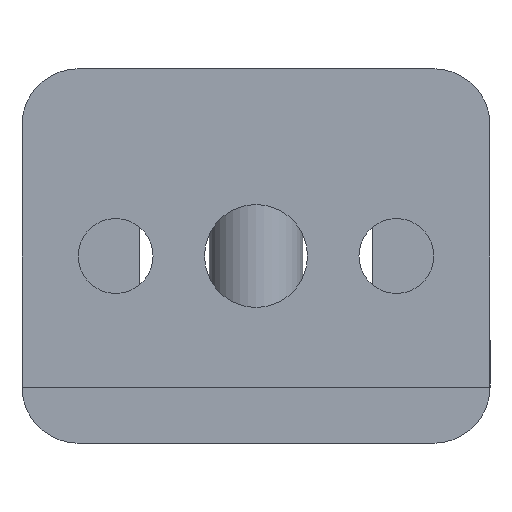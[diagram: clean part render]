
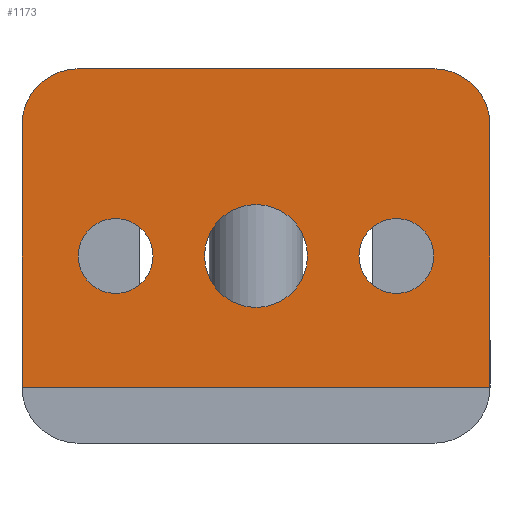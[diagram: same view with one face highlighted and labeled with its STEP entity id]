
A CAD part, left-side view. The second image highlights one B-rep face of the part: STEP entity #1173.
In plain terms, the highlighted planar face has unit normal (-1, 0, 0).
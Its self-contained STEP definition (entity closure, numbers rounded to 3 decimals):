
#92=FACE_BOUND('',#275,.T.);
#93=FACE_BOUND('',#276,.T.);
#94=FACE_BOUND('',#277,.T.);
#121=CIRCLE('',#1245,2.);
#122=CIRCLE('',#1249,2.75);
#123=CIRCLE('',#1252,2.);
#124=CIRCLE('',#1255,2.75);
#125=CIRCLE('',#1257,2.);
#126=CIRCLE('',#1260,2.);
#133=CIRCLE('',#1278,3.);
#134=CIRCLE('',#1279,3.);
#198=FACE_OUTER_BOUND('',#274,.T.);
#274=EDGE_LOOP('',(#928,#929,#930,#931,#932,#933));
#275=EDGE_LOOP('',(#934,#935));
#276=EDGE_LOOP('',(#936,#937));
#277=EDGE_LOOP('',(#938,#939));
#364=LINE('',#1837,#456);
#377=LINE('',#1862,#469);
#382=LINE('',#1874,#474);
#392=LINE('',#1915,#484);
#456=VECTOR('',#1439,14.);
#469=VECTOR('',#1460,25.);
#474=VECTOR('',#1471,14.);
#484=VECTOR('',#1529,19.);
#553=VERTEX_POINT('',#1829);
#554=VERTEX_POINT('',#1831);
#555=VERTEX_POINT('',#1835);
#556=VERTEX_POINT('',#1836);
#562=VERTEX_POINT('',#1854);
#563=VERTEX_POINT('',#1856);
#564=VERTEX_POINT('',#1860);
#565=VERTEX_POINT('',#1864);
#566=VERTEX_POINT('',#1866);
#568=VERTEX_POINT('',#1872);
#574=VERTEX_POINT('',#1913);
#575=VERTEX_POINT('',#1914);
#667=EDGE_CURVE('',#554,#553,#121,.T.);
#668=EDGE_CURVE('',#555,#556,#364,.T.);
#679=EDGE_CURVE('',#562,#563,#122,.T.);
#682=EDGE_CURVE('',#564,#556,#377,.T.);
#684=EDGE_CURVE('',#565,#566,#123,.T.);
#688=EDGE_CURVE('',#568,#564,#382,.T.);
#690=EDGE_CURVE('',#563,#562,#124,.T.);
#691=EDGE_CURVE('',#566,#565,#125,.T.);
#693=EDGE_CURVE('',#553,#554,#126,.T.);
#707=EDGE_CURVE('',#574,#575,#392,.T.);
#708=EDGE_CURVE('',#574,#555,#133,.T.);
#709=EDGE_CURVE('',#568,#575,#134,.T.);
#928=ORIENTED_EDGE('',*,*,#707,.F.);
#929=ORIENTED_EDGE('',*,*,#708,.T.);
#930=ORIENTED_EDGE('',*,*,#668,.T.);
#931=ORIENTED_EDGE('',*,*,#682,.F.);
#932=ORIENTED_EDGE('',*,*,#688,.F.);
#933=ORIENTED_EDGE('',*,*,#709,.T.);
#934=ORIENTED_EDGE('',*,*,#691,.F.);
#935=ORIENTED_EDGE('',*,*,#684,.F.);
#936=ORIENTED_EDGE('',*,*,#690,.F.);
#937=ORIENTED_EDGE('',*,*,#679,.F.);
#938=ORIENTED_EDGE('',*,*,#667,.F.);
#939=ORIENTED_EDGE('',*,*,#693,.F.);
#1124=PLANE('',#1277);
#1173=ADVANCED_FACE('',(#198,#92,#93,#94),#1124,.F.);
#1245=AXIS2_PLACEMENT_3D('',#1833,#1435,#1436);
#1249=AXIS2_PLACEMENT_3D('',#1857,#1454,#1455);
#1252=AXIS2_PLACEMENT_3D('',#1867,#1464,#1465);
#1255=AXIS2_PLACEMENT_3D('',#1877,#1475,#1476);
#1257=AXIS2_PLACEMENT_3D('',#1879,#1479,#1480);
#1260=AXIS2_PLACEMENT_3D('',#1883,#1486,#1487);
#1277=AXIS2_PLACEMENT_3D('',#1912,#1527,#1528);
#1278=AXIS2_PLACEMENT_3D('',#1916,#1530,#1531);
#1279=AXIS2_PLACEMENT_3D('',#1917,#1532,#1533);
#1435=DIRECTION('center_axis',(-1.,0.,0.));
#1436=DIRECTION('ref_axis',(0.,0.,1.));
#1439=DIRECTION('',(0.,0.,-1.));
#1454=DIRECTION('center_axis',(-1.,0.,0.));
#1455=DIRECTION('ref_axis',(0.,0.,1.));
#1460=DIRECTION('',(0.,1.,0.));
#1464=DIRECTION('center_axis',(-1.,0.,0.));
#1465=DIRECTION('ref_axis',(0.,0.,1.));
#1471=DIRECTION('',(0.,0.,-1.));
#1475=DIRECTION('center_axis',(-1.,0.,0.));
#1476=DIRECTION('ref_axis',(0.,0.,1.));
#1479=DIRECTION('center_axis',(-1.,0.,0.));
#1480=DIRECTION('ref_axis',(0.,0.,1.));
#1486=DIRECTION('center_axis',(-1.,0.,0.));
#1487=DIRECTION('ref_axis',(0.,0.,1.));
#1527=DIRECTION('center_axis',(1.,0.,0.));
#1528=DIRECTION('ref_axis',(0.,1.,0.));
#1529=DIRECTION('',(0.,-1.,0.));
#1530=DIRECTION('center_axis',(-1.,0.,0.));
#1531=DIRECTION('ref_axis',(0.,0.,-1.));
#1532=DIRECTION('center_axis',(-1.,0.,0.));
#1533=DIRECTION('ref_axis',(0.,0.,-1.));
#1829=CARTESIAN_POINT('',(-77.473,-6.935,-0.06));
#1831=CARTESIAN_POINT('',(-77.473,-6.935,3.94));
#1833=CARTESIAN_POINT('Origin',(-77.473,-6.935,1.94));
#1835=CARTESIAN_POINT('',(-77.473,13.065,8.94));
#1836=CARTESIAN_POINT('',(-77.473,13.065,-5.06));
#1837=CARTESIAN_POINT('',(-77.473,13.065,11.94));
#1854=CARTESIAN_POINT('',(-77.473,0.565,-0.81));
#1856=CARTESIAN_POINT('',(-77.473,0.565,4.69));
#1857=CARTESIAN_POINT('Origin',(-77.473,0.565,1.94));
#1860=CARTESIAN_POINT('',(-77.473,-11.935,-5.06));
#1862=CARTESIAN_POINT('',(-77.473,-11.935,-5.06));
#1864=CARTESIAN_POINT('',(-77.473,8.065,-0.06));
#1866=CARTESIAN_POINT('',(-77.473,8.065,3.94));
#1867=CARTESIAN_POINT('Origin',(-77.473,8.065,1.94));
#1872=CARTESIAN_POINT('',(-77.473,-11.935,8.94));
#1874=CARTESIAN_POINT('',(-77.473,-11.935,11.94));
#1877=CARTESIAN_POINT('Origin',(-77.473,0.565,1.94));
#1879=CARTESIAN_POINT('Origin',(-77.473,8.065,1.94));
#1883=CARTESIAN_POINT('Origin',(-77.473,-6.935,1.94));
#1912=CARTESIAN_POINT('Origin',(-77.473,-11.935,11.94));
#1913=CARTESIAN_POINT('',(-77.473,10.065,11.94));
#1914=CARTESIAN_POINT('',(-77.473,-8.935,11.94));
#1915=CARTESIAN_POINT('',(-77.473,-11.935,11.94));
#1916=CARTESIAN_POINT('Origin',(-77.473,10.065,8.94));
#1917=CARTESIAN_POINT('Origin',(-77.473,-8.935,8.94));
